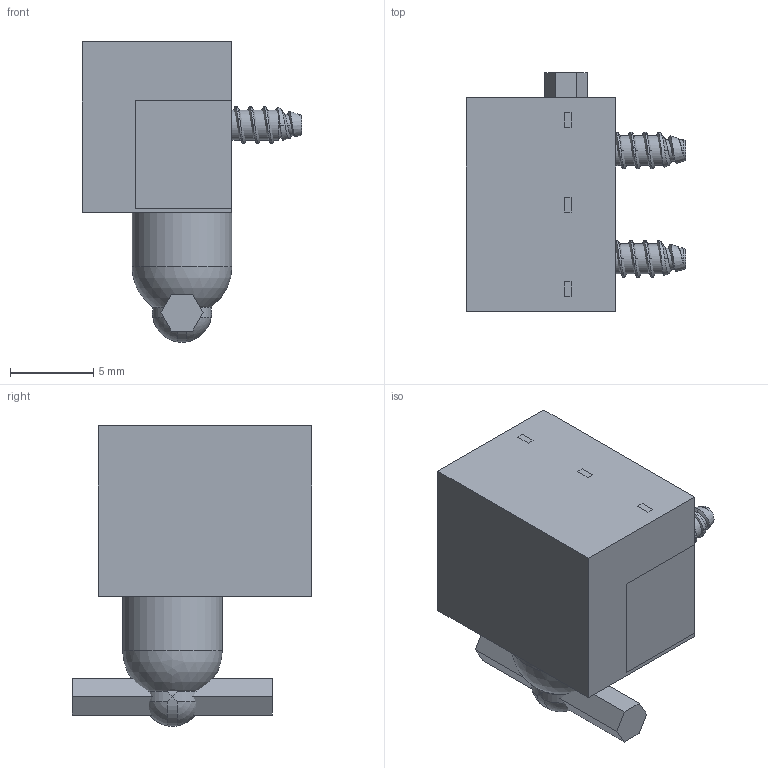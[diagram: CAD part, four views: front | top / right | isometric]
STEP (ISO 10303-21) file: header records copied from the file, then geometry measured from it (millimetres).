
FILE_DESCRIPTION(/* description */ (''),/* implementation_level */ '2;1');
FILE_NAME(/* name */ 'model.step',/* time_stamp */ '2024-06-24T13:35:10-07:00',/* author */ (''),/* organization */ (''),/* preprocessor_version */ 'ST-DEVELOPER v20',/* originating_system */ 'Autodesk Translation Framework v13.14.0.145',/* authorisation */ '');
FILE_SCHEMA (('AUTOMOTIVE_DESIGN { 1 0 10303 214 3 1 1 }'));
Length unit declared in the file: millimetre
Products named in the file (7): EsoFilamentCutter5.5; FilamentSensorCutter5.5; FilamentSensor; 5.5mmBall; Omron-D2F; M2x10 selftapping; Pivot
Assembly tree (7 placements, depth 3):
  EsoFilamentCutter5.5
    FilamentSensorCutter5.5
    FilamentSensor
      5.5mmBall
      Omron-D2F
      M2x10 selftapping  x2
    Pivot
Bounding box: 13.2 x 14.35 x 18.04 mm (x, y, z)
Volume: 2027.7 mm3; surface area: 1765.4 mm2
Topology: 7 solids, 7 shells, 206 faces, 545 edges, 360 vertices
Faces by surface type: cylinder 91, plane 49, bspline 48, sphere 10, cone 6, torus 2
Full cylindrical faces by diameter (mm): 1.28 x22, 1.8 x2, 2 x1, 2.2 x18, 3.75 x2, 6 x1
Entity records: 7431 total; most frequent: CARTESIAN_POINT 3979, ORIENTED_EDGE 706, DIRECTION 619, EDGE_CURVE 353, VERTEX_POINT 234, AXIS2_PLACEMENT_3D 232, LINE 155, VECTOR 155
